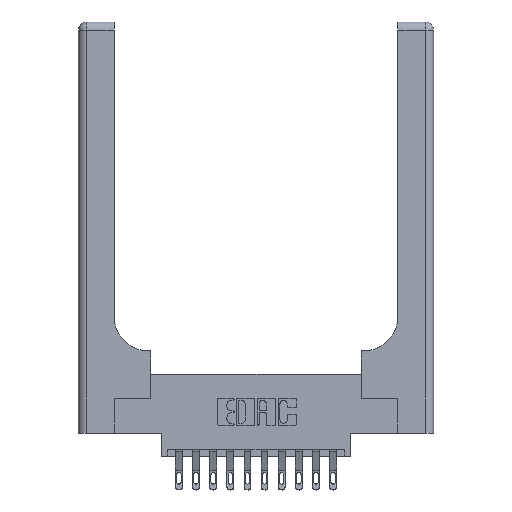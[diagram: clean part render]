
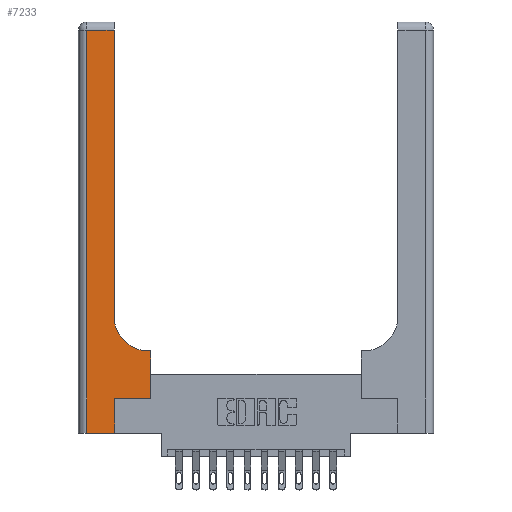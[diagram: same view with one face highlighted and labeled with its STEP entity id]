
A CAD part, top view. The second image highlights one B-rep face of the part: STEP entity #7233.
In plain terms, the highlighted planar face has unit normal (0, 0, 1).
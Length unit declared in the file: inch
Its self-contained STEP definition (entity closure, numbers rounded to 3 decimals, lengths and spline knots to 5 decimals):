
#3 = EDGE_CURVE ( 'NONE', #5133, #8456, #10653, .T. ) ;
#147 = ORIENTED_EDGE ( 'NONE', *, *, #3, .T. ) ;
#273 = CARTESIAN_POINT ( 'NONE',  ( 0.265, 0.25, 0.37 ) ) ;
#285 = ORIENTED_EDGE ( 'NONE', *, *, #721, .T. ) ;
#308 = DIRECTION ( 'NONE',  ( 0., -1., 0. ) ) ;
#543 = CARTESIAN_POINT ( 'NONE',  ( 0.528, 0.6, 0.37 ) ) ;
#721 = EDGE_CURVE ( 'NONE', #15735, #5133, #12585, .T. ) ;
#820 = CARTESIAN_POINT ( 'NONE',  ( 0.06, 2.94, 0.37 ) ) ;
#973 = DIRECTION ( 'NONE',  ( 1., 0., 0. ) ) ;
#1184 = DIRECTION ( 'NONE',  ( -1., 0., 0. ) ) ;
#1336 = CARTESIAN_POINT ( 'NONE',  ( 0., 0., 0.37 ) ) ;
#1731 = ORIENTED_EDGE ( 'NONE', *, *, #5055, .T. ) ;
#2067 = CARTESIAN_POINT ( 'NONE',  ( 0.265, 0.25, 0.37 ) ) ;
#2414 = VERTEX_POINT ( 'NONE', #9099 ) ;
#2426 = CARTESIAN_POINT ( 'NONE',  ( 0.265, 0., 0.37 ) ) ;
#3198 = CARTESIAN_POINT ( 'NONE',  ( 0.265, 0., 0.37 ) ) ;
#3362 = CARTESIAN_POINT ( 'NONE',  ( 0.528, 0.25, 0.37 ) ) ;
#3415 = EDGE_CURVE ( 'NONE', #2414, #15735, #6253, .T. ) ;
#3506 = PLANE ( 'NONE',  #8232 ) ;
#3574 = CARTESIAN_POINT ( 'NONE',  ( 0.528, 0.25, 0.37 ) ) ;
#3753 = VERTEX_POINT ( 'NONE', #543 ) ;
#3935 = CARTESIAN_POINT ( 'NONE',  ( 0.26, 0.6, 0.37 ) ) ;
#3971 = EDGE_CURVE ( 'NONE', #16207, #3753, #9949, .T. ) ;
#3982 = ORIENTED_EDGE ( 'NONE', *, *, #8888, .T. ) ;
#4671 = LINE ( 'NONE', #2067, #7147 ) ;
#5055 = EDGE_CURVE ( 'NONE', #9294, #15923, #15795, .T. ) ;
#5133 = VERTEX_POINT ( 'NONE', #10977 ) ;
#5180 = VECTOR ( 'NONE', #15172, 39.37008 ) ;
#5687 = EDGE_CURVE ( 'NONE', #3753, #2414, #14210, .T. ) ;
#6032 = CARTESIAN_POINT ( 'NONE',  ( 0.51, 0.85, 0.37 ) ) ;
#6173 = EDGE_CURVE ( 'NONE', #16673, #9294, #10435, .T. ) ;
#6253 = CIRCLE ( 'NONE', #8727, 0.25 ) ;
#7147 = VECTOR ( 'NONE', #7248, 39.37008 ) ;
#7233 = ADVANCED_FACE ( 'NONE', ( #16777 ), #3506, .F. ) ;
#7248 = DIRECTION ( 'NONE',  ( 1., 0., 0. ) ) ;
#7630 = CARTESIAN_POINT ( 'NONE',  ( 0., 3., 0.37 ) ) ;
#7670 = DIRECTION ( 'NONE',  ( 0., 1., 0. ) ) ;
#7701 = DIRECTION ( 'NONE',  ( 0., 0., -1. ) ) ;
#7860 = EDGE_LOOP ( 'NONE', ( #285, #147, #12696, #15877, #1731, #3982, #13193, #12787, #8721 ) ) ;
#8232 = AXIS2_PLACEMENT_3D ( 'NONE', #7630, #7701, #11656 ) ;
#8456 = VERTEX_POINT ( 'NONE', #820 ) ;
#8721 = ORIENTED_EDGE ( 'NONE', *, *, #3415, .T. ) ;
#8727 = AXIS2_PLACEMENT_3D ( 'NONE', #6032, #15276, #973 ) ;
#8888 = EDGE_CURVE ( 'NONE', #15923, #16207, #4671, .T. ) ;
#9099 = CARTESIAN_POINT ( 'NONE',  ( 0.51, 0.6, 0.37 ) ) ;
#9148 = EDGE_CURVE ( 'NONE', #8456, #16673, #9390, .T. ) ;
#9294 = VERTEX_POINT ( 'NONE', #3198 ) ;
#9385 = VECTOR ( 'NONE', #7670, 39.37008 ) ;
#9390 = LINE ( 'NONE', #9472, #12625 ) ;
#9472 = CARTESIAN_POINT ( 'NONE',  ( 0.06, 3., 0.37 ) ) ;
#9667 = VECTOR ( 'NONE', #1184, 39.37008 ) ;
#9949 = LINE ( 'NONE', #3362, #5180 ) ;
#10435 = LINE ( 'NONE', #1336, #15139 ) ;
#10653 = LINE ( 'NONE', #15950, #14781 ) ;
#10778 = DIRECTION ( 'NONE',  ( 1., 0., 0. ) ) ;
#10824 = DIRECTION ( 'NONE',  ( -1., 0., 0. ) ) ;
#10977 = CARTESIAN_POINT ( 'NONE',  ( 0.26, 2.94, 0.37 ) ) ;
#11231 = VECTOR ( 'NONE', #11298, 39.37008 ) ;
#11298 = DIRECTION ( 'NONE',  ( 0., 1., 0. ) ) ;
#11656 = DIRECTION ( 'NONE',  ( -1., 0., 0. ) ) ;
#11862 = CARTESIAN_POINT ( 'NONE',  ( 0.06, 0., 0.37 ) ) ;
#12507 = CARTESIAN_POINT ( 'NONE',  ( 0.26, 3., 0.37 ) ) ;
#12585 = LINE ( 'NONE', #12507, #11231 ) ;
#12625 = VECTOR ( 'NONE', #308, 39.37008 ) ;
#12696 = ORIENTED_EDGE ( 'NONE', *, *, #9148, .T. ) ;
#12787 = ORIENTED_EDGE ( 'NONE', *, *, #5687, .T. ) ;
#13193 = ORIENTED_EDGE ( 'NONE', *, *, #3971, .T. ) ;
#14210 = LINE ( 'NONE', #3935, #9667 ) ;
#14781 = VECTOR ( 'NONE', #10824, 39.37008 ) ;
#15139 = VECTOR ( 'NONE', #10778, 39.37008 ) ;
#15172 = DIRECTION ( 'NONE',  ( 0., 1., 0. ) ) ;
#15276 = DIRECTION ( 'NONE',  ( 0., 0., -1. ) ) ;
#15735 = VERTEX_POINT ( 'NONE', #16521 ) ;
#15795 = LINE ( 'NONE', #2426, #9385 ) ;
#15877 = ORIENTED_EDGE ( 'NONE', *, *, #6173, .T. ) ;
#15923 = VERTEX_POINT ( 'NONE', #273 ) ;
#15950 = CARTESIAN_POINT ( 'NONE',  ( 0., 2.94, 0.37 ) ) ;
#16207 = VERTEX_POINT ( 'NONE', #3574 ) ;
#16521 = CARTESIAN_POINT ( 'NONE',  ( 0.26, 0.85, 0.37 ) ) ;
#16673 = VERTEX_POINT ( 'NONE', #11862 ) ;
#16777 = FACE_OUTER_BOUND ( 'NONE', #7860, .T. ) ;
